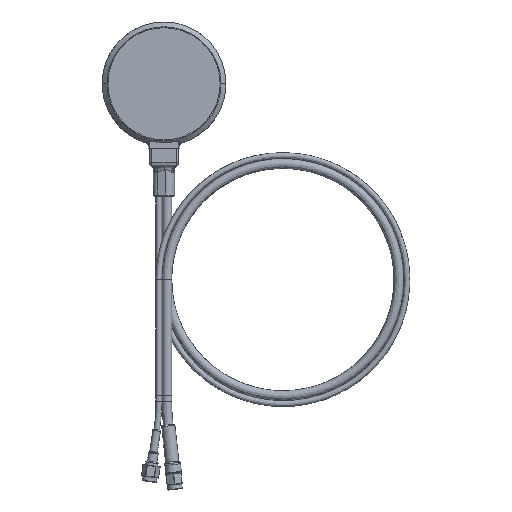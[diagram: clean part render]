
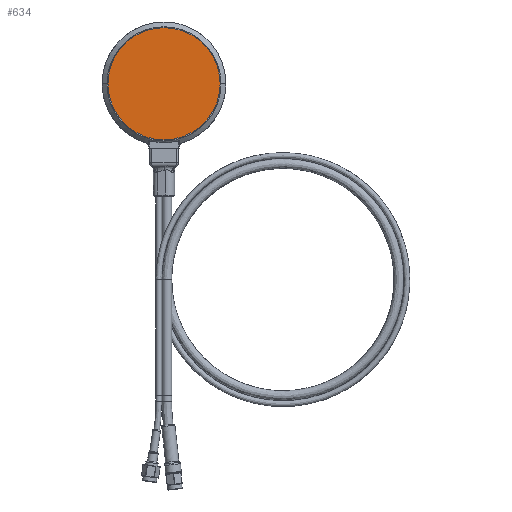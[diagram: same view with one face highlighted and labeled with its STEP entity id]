
A CAD part, front view. The second image highlights one B-rep face of the part: STEP entity #634.
In plain terms, the highlighted face is planar.
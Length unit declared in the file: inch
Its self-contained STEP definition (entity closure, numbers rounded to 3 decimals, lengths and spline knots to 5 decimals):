
#344 = DIRECTION ( 'NONE',  ( 1., 0., 0. ) ) ;
#576 = EDGE_LOOP ( 'NONE', ( #11738, #17487 ) ) ;
#634 = ADVANCED_FACE ( 'NONE', ( #2913 ), #21854, .F. ) ;
#644 = DIRECTION ( 'NONE',  ( 0., 0., 1. ) ) ;
#2913 = FACE_OUTER_BOUND ( 'NONE', #576, .T. ) ;
#3871 = AXIS2_PLACEMENT_3D ( 'NONE', #13167, #26662, #22459 ) ;
#4275 = VERTEX_POINT ( 'NONE', #18883 ) ;
#5730 = CIRCLE ( 'NONE', #23391, 1.16142 ) ;
#6935 = AXIS2_PLACEMENT_3D ( 'NONE', #25098, #12644, #344 ) ;
#11738 = ORIENTED_EDGE ( 'NONE', *, *, #17235, .F. ) ;
#11845 = CIRCLE ( 'NONE', #6935, 1.16142 ) ;
#12644 = DIRECTION ( 'NONE',  ( 0., 0., 1. ) ) ;
#12952 = CARTESIAN_POINT ( 'NONE',  ( 0., 0., 0. ) ) ;
#13167 = CARTESIAN_POINT ( 'NONE',  ( 0., 0., 0. ) ) ;
#13665 = CARTESIAN_POINT ( 'NONE',  ( -1.16142, 0., 0. ) ) ;
#15067 = DIRECTION ( 'NONE',  ( 1., 0., 0. ) ) ;
#17235 = EDGE_CURVE ( 'NONE', #4275, #19743, #11845, .T. ) ;
#17487 = ORIENTED_EDGE ( 'NONE', *, *, #23845, .F. ) ;
#18883 = CARTESIAN_POINT ( 'NONE',  ( 1.16142, 0., 0. ) ) ;
#19743 = VERTEX_POINT ( 'NONE', #13665 ) ;
#21854 = PLANE ( 'NONE',  #3871 ) ;
#22459 = DIRECTION ( 'NONE',  ( 1., 0., 0. ) ) ;
#23391 = AXIS2_PLACEMENT_3D ( 'NONE', #12952, #644, #15067 ) ;
#23845 = EDGE_CURVE ( 'NONE', #19743, #4275, #5730, .T. ) ;
#25098 = CARTESIAN_POINT ( 'NONE',  ( 0., 0., 0. ) ) ;
#26662 = DIRECTION ( 'NONE',  ( 0., 0., 1. ) ) ;
